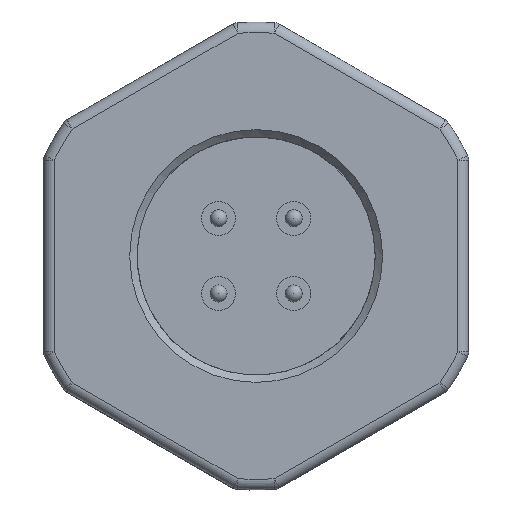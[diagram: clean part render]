
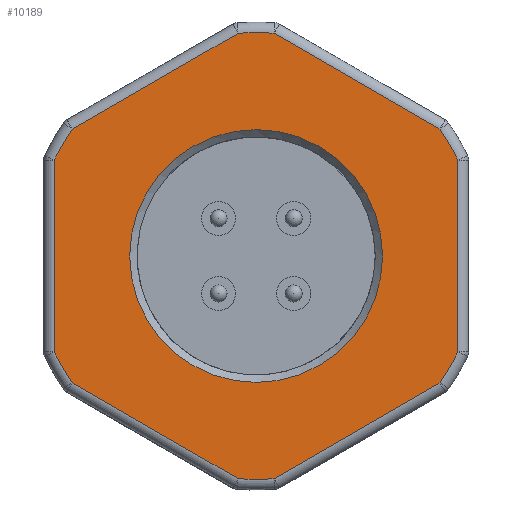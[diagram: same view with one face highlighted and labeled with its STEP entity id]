
A CAD part, left-side view. The second image highlights one B-rep face of the part: STEP entity #10189.
In plain terms, the highlighted face is planar.
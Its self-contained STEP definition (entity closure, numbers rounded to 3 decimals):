
#305=PLANE('',#11017);
#994=LINE('',#19667,#1856);
#1002=LINE('',#19702,#1864);
#1008=LINE('',#19724,#1870);
#1021=LINE('',#19811,#1883);
#1027=LINE('',#19839,#1889);
#1032=LINE('',#19865,#1894);
#1856=VECTOR('',#12381,1000.);
#1864=VECTOR('',#12429,1000.);
#1870=VECTOR('',#12463,1000.);
#1883=VECTOR('',#12584,1000.);
#1889=VECTOR('',#12622,1000.);
#1894=VECTOR('',#12659,1000.);
#3836=ORIENTED_EDGE('',*,*,#5781,.F.);
#3837=ORIENTED_EDGE('',*,*,#6147,.F.);
#3838=ORIENTED_EDGE('',*,*,#6140,.T.);
#3839=ORIENTED_EDGE('',*,*,#6133,.F.);
#3840=ORIENTED_EDGE('',*,*,#6126,.F.);
#3841=ORIENTED_EDGE('',*,*,#6119,.F.);
#3842=ORIENTED_EDGE('',*,*,#6052,.F.);
#3843=ORIENTED_EDGE('',*,*,#6038,.F.);
#3844=ORIENTED_EDGE('',*,*,#6070,.T.);
#3845=ORIENTED_EDGE('',*,*,#6030,.F.);
#3846=ORIENTED_EDGE('',*,*,#6082,.F.);
#3847=ORIENTED_EDGE('',*,*,#6019,.F.);
#3848=ORIENTED_EDGE('',*,*,#6153,.F.);
#5781=EDGE_CURVE('',#7184,#7184,#8069,.T.);
#6019=EDGE_CURVE('',#7339,#7346,#8087,.T.);
#6030=EDGE_CURVE('',#7354,#7355,#8096,.T.);
#6038=EDGE_CURVE('',#7361,#7359,#8104,.T.);
#6052=EDGE_CURVE('',#7359,#7370,#994,.T.);
#6070=EDGE_CURVE('',#7361,#7355,#1002,.T.);
#6082=EDGE_CURVE('',#7346,#7354,#1008,.T.);
#6119=EDGE_CURVE('',#7370,#7397,#8157,.T.);
#6126=EDGE_CURVE('',#7397,#7400,#1021,.T.);
#6133=EDGE_CURVE('',#7400,#7403,#8165,.T.);
#6140=EDGE_CURVE('',#7406,#7403,#1027,.T.);
#6147=EDGE_CURVE('',#7406,#7409,#8173,.T.);
#6153=EDGE_CURVE('',#7409,#7339,#1032,.T.);
#7184=VERTEX_POINT('',#15152);
#7339=VERTEX_POINT('',#19579);
#7346=VERTEX_POINT('',#19598);
#7354=VERTEX_POINT('',#19620);
#7355=VERTEX_POINT('',#19622);
#7359=VERTEX_POINT('',#19633);
#7361=VERTEX_POINT('',#19637);
#7370=VERTEX_POINT('',#19664);
#7397=VERTEX_POINT('',#19798);
#7400=VERTEX_POINT('',#19812);
#7403=VERTEX_POINT('',#19826);
#7406=VERTEX_POINT('',#19840);
#7409=VERTEX_POINT('',#19854);
#8069=CIRCLE('',#10811,5.95);
#8087=CIRCLE('',#10858,10.5);
#8096=CIRCLE('',#10871,10.5);
#8104=CIRCLE('',#10881,10.5);
#8157=CIRCLE('',#10977,10.5);
#8165=CIRCLE('',#10993,10.5);
#8173=CIRCLE('',#11009,10.5);
#8687=EDGE_LOOP('',(#3836));
#8688=EDGE_LOOP('',(#3837,#3838,#3839,#3840,#3841,#3842,#3843,#3844,#3845,
#3846,#3847,#3848));
#9393=FACE_BOUND('',#8687,.T.);
#9394=FACE_BOUND('',#8688,.T.);
#10189=ADVANCED_FACE('',(#9393,#9394),#305,.F.);
#10811=AXIS2_PLACEMENT_3D('',#15151,#12163,#12164);
#10858=AXIS2_PLACEMENT_3D('',#19597,#12297,#12298);
#10871=AXIS2_PLACEMENT_3D('',#19621,#12325,#12326);
#10881=AXIS2_PLACEMENT_3D('',#19638,#12345,#12346);
#10977=AXIS2_PLACEMENT_3D('',#19797,#12565,#12566);
#10993=AXIS2_PLACEMENT_3D('',#19825,#12603,#12604);
#11009=AXIS2_PLACEMENT_3D('',#19853,#12641,#12642);
#11017=AXIS2_PLACEMENT_3D('',#19866,#12660,#12661);
#12163=DIRECTION('',(0.,0.,-1.));
#12164=DIRECTION('',(0.,1.,0.));
#12297=DIRECTION('',(0.,0.,1.));
#12298=DIRECTION('',(-0.081,-0.997,0.));
#12325=DIRECTION('',(0.,0.,1.));
#12326=DIRECTION('',(0.823,-0.568,0.));
#12345=DIRECTION('',(0.,0.,1.));
#12346=DIRECTION('',(0.904,0.429,0.));
#12381=DIRECTION('',(-0.866,0.5,0.));
#12429=DIRECTION('',(0.,-1.,0.));
#12463=DIRECTION('',(0.866,0.5,0.));
#12565=DIRECTION('',(0.,0.,1.));
#12566=DIRECTION('',(0.081,0.997,0.));
#12584=DIRECTION('',(-0.866,-0.5,0.));
#12603=DIRECTION('',(0.,0.,1.));
#12604=DIRECTION('',(-0.823,0.568,0.));
#12622=DIRECTION('',(0.,1.,0.));
#12641=DIRECTION('',(0.,0.,1.));
#12642=DIRECTION('',(-0.904,-0.429,0.));
#12659=DIRECTION('',(0.866,-0.5,0.));
#12660=DIRECTION('',(0.,0.,1.));
#12661=DIRECTION('',(-1.,0.,0.));
#15151=CARTESIAN_POINT('',(0.,0.,5.));
#15152=CARTESIAN_POINT('',(0.,5.95,5.));
#19579=CARTESIAN_POINT('',(-0.846,-10.481,5.));
#19597=CARTESIAN_POINT('',(0.,-0.015,5.));
#19598=CARTESIAN_POINT('',(0.846,-10.481,5.));
#19620=CARTESIAN_POINT('',(8.654,-5.973,5.));
#19621=CARTESIAN_POINT('',(0.013,-0.008,5.));
#19622=CARTESIAN_POINT('',(9.5,-4.508,5.));
#19633=CARTESIAN_POINT('',(8.654,5.973,5.));
#19637=CARTESIAN_POINT('',(9.5,4.508,5.));
#19638=CARTESIAN_POINT('',(0.013,0.008,5.));
#19664=CARTESIAN_POINT('',(0.846,10.481,5.));
#19667=CARTESIAN_POINT('',(8.654,5.973,5.));
#19702=CARTESIAN_POINT('',(9.5,4.508,5.));
#19724=CARTESIAN_POINT('',(0.846,-10.481,5.));
#19797=CARTESIAN_POINT('',(0.,0.015,5.));
#19798=CARTESIAN_POINT('',(-0.846,10.481,5.));
#19811=CARTESIAN_POINT('',(-0.846,10.481,5.));
#19812=CARTESIAN_POINT('',(-8.654,5.973,5.));
#19825=CARTESIAN_POINT('',(-0.013,0.008,5.));
#19826=CARTESIAN_POINT('',(-9.5,4.508,5.));
#19839=CARTESIAN_POINT('',(-9.5,-4.508,5.));
#19840=CARTESIAN_POINT('',(-9.5,-4.508,5.));
#19853=CARTESIAN_POINT('',(-0.013,-0.008,5.));
#19854=CARTESIAN_POINT('',(-8.654,-5.973,5.));
#19865=CARTESIAN_POINT('',(-8.654,-5.973,5.));
#19866=CARTESIAN_POINT('',(0.,0.,5.));
